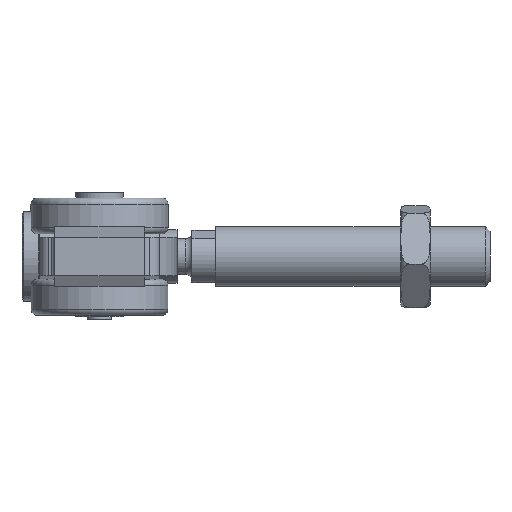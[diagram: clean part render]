
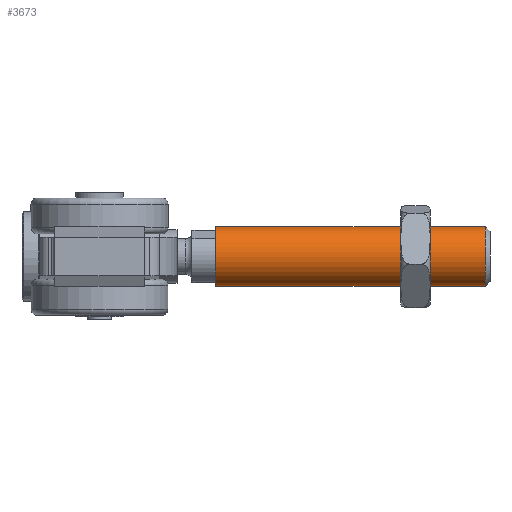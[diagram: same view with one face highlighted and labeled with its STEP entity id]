
A CAD part, left-side view. The second image highlights one B-rep face of the part: STEP entity #3673.
In plain terms, the highlighted cylindrical face has radius 5 mm (diameter 10 mm), a full revolution.
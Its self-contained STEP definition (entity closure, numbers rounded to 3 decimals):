
#149=CYLINDRICAL_SURFACE('',#4214,5.);
#510=CIRCLE('',#4206,5.);
#511=CIRCLE('',#4207,5.);
#514=CIRCLE('',#4212,5.);
#515=CIRCLE('',#4213,5.);
#710=FACE_OUTER_BOUND('',#946,.T.);
#946=EDGE_LOOP('',(#3118,#3119,#3120,#3121,#3122,#3123));
#1121=LINE('',#6470,#1286);
#1286=VECTOR('',#5396,5.);
#1634=VERTEX_POINT('',#6455);
#1635=VERTEX_POINT('',#6456);
#1637=VERTEX_POINT('',#6464);
#1638=VERTEX_POINT('',#6466);
#2134=EDGE_CURVE('',#1634,#1635,#510,.T.);
#2135=EDGE_CURVE('',#1635,#1634,#511,.T.);
#2139=EDGE_CURVE('',#1637,#1638,#514,.T.);
#2140=EDGE_CURVE('',#1638,#1637,#515,.T.);
#2141=EDGE_CURVE('',#1638,#1635,#1121,.T.);
#3118=ORIENTED_EDGE('',*,*,#2139,.F.);
#3119=ORIENTED_EDGE('',*,*,#2140,.F.);
#3120=ORIENTED_EDGE('',*,*,#2141,.T.);
#3121=ORIENTED_EDGE('',*,*,#2135,.T.);
#3122=ORIENTED_EDGE('',*,*,#2134,.T.);
#3123=ORIENTED_EDGE('',*,*,#2141,.F.);
#3673=ADVANCED_FACE('',(#710),#149,.T.);
#4206=AXIS2_PLACEMENT_3D('',#6457,#5377,#5378);
#4207=AXIS2_PLACEMENT_3D('',#6458,#5379,#5380);
#4212=AXIS2_PLACEMENT_3D('',#6467,#5390,#5391);
#4213=AXIS2_PLACEMENT_3D('',#6468,#5392,#5393);
#4214=AXIS2_PLACEMENT_3D('',#6469,#5394,#5395);
#5377=DIRECTION('center_axis',(0.,-1.,0.));
#5378=DIRECTION('ref_axis',(-0.363,0.,0.932));
#5379=DIRECTION('center_axis',(0.,-1.,0.));
#5380=DIRECTION('ref_axis',(-0.363,0.,0.932));
#5390=DIRECTION('center_axis',(0.,-1.,0.));
#5391=DIRECTION('ref_axis',(0.363,0.,-0.932));
#5392=DIRECTION('center_axis',(0.,-1.,0.));
#5393=DIRECTION('ref_axis',(0.363,0.,-0.932));
#5394=DIRECTION('center_axis',(0.,-1.,0.));
#5395=DIRECTION('ref_axis',(-0.363,0.,0.932));
#5396=DIRECTION('',(0.,1.,0.));
#6455=CARTESIAN_POINT('',(36.109,-15.874,5.065));
#6456=CARTESIAN_POINT('',(33.265,-15.874,-1.409));
#6457=CARTESIAN_POINT('Origin',(31.45,-15.874,3.25));
#6458=CARTESIAN_POINT('Origin',(31.45,-15.874,3.25));
#6464=CARTESIAN_POINT('',(29.635,-61.074,7.909));
#6466=CARTESIAN_POINT('',(33.265,-61.074,-1.409));
#6467=CARTESIAN_POINT('Origin',(31.45,-61.074,3.25));
#6468=CARTESIAN_POINT('Origin',(31.45,-61.074,3.25));
#6469=CARTESIAN_POINT('Origin',(31.45,-36.874,3.25));
#6470=CARTESIAN_POINT('',(33.265,-36.874,-1.409));
